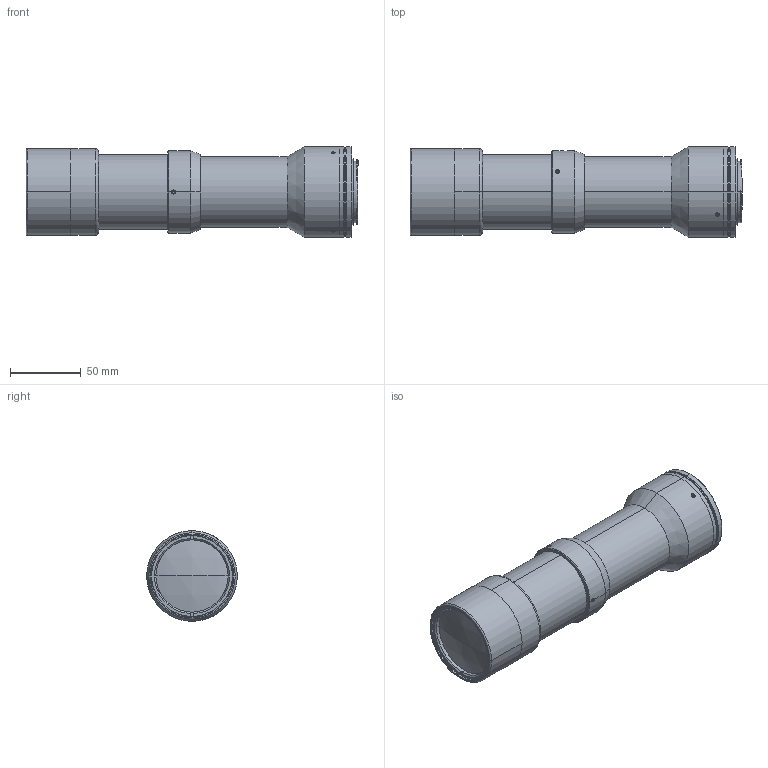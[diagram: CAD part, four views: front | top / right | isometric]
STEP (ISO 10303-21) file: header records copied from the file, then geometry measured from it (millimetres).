
FILE_DESCRIPTION (( 'STEP AP203' ), '1' );
FILE_NAME ('DP33139-A_TCSE16M024NIR-F.step', '2023-08-03T08:42:24', ( '' ), ( '' ), 'SwSTEP 2.0', 'SolidWorks 2021', '' );
FILE_SCHEMA (( 'CONFIG_CONTROL_DESIGN' ));
Length unit declared in the file: millimetre
Products named in the file (1): DP33139-A_TCSE16M024NIR-F
Bounding box: 234.45 x 64 x 64 mm (x, y, z)
Surface area: 64398.3 mm2 (no closed solid volume)
Topology: 0 solids, 21 shells, 166 faces, 460 edges, 311 vertices
Faces by surface type: plane 73, cylinder 55, cone 32, torus 4, sphere 2
Entity records: 5794 total; most frequent: CARTESIAN_POINT 1444, DIRECTION 947, ORIENTED_EDGE 762, EDGE_CURVE 460, AXIS2_PLACEMENT_3D 356, VERTEX_POINT 311, LINE 235, VECTOR 235
